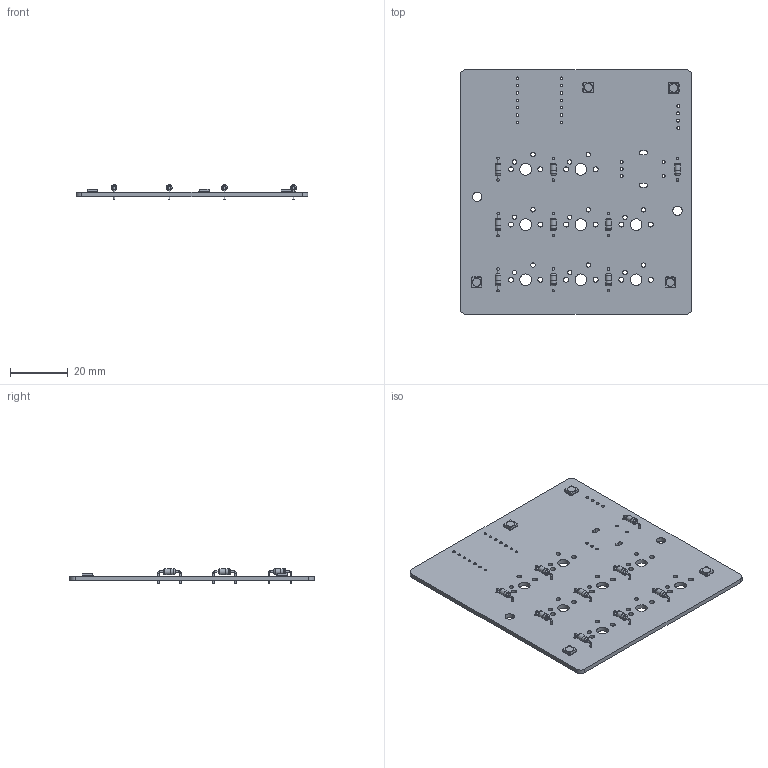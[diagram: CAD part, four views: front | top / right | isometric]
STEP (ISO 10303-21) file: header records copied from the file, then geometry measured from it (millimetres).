
FILE_DESCRIPTION(('KiCad electronic assembly'),'2;1');
FILE_NAME('sunnypcb.step','2025-12-24T06:36:23',('Pcbnew'),('Kicad'), 'Open CASCADE STEP processor 7.9','KiCad to STEP converter','Unknown' );
FILE_SCHEMA(('AUTOMOTIVE_DESIGN { 1 0 10303 214 1 1 1 1 }'));
Length unit declared in the file: millimetre
Products named in the file (4): sunnypcb 1; D_DO-35_SOD27_P7.62mm_Horizontal; SMD3535 RGB; sunnypcb_PCB
Assembly tree (14 placements, depth 2):
  sunnypcb 1
    D_DO-35_SOD27_P7.62mm_Horizontal  x9
    SMD3535 RGB  x4
    sunnypcb_PCB
Bounding box: 79.95 x 84.38 x 5.01 mm (x, y, z)
Volume: 9979 mm3; surface area: 14956.4 mm2
Topology: 151 solids, 151 shells, 2697 faces, 5913 edges, 3496 vertices
Faces by surface type: cylinder 1029, plane 924, torus 464, sphere 240, bspline 28, cone 12
Full cylindrical faces by diameter (mm): 0.025 x100, 0.5 x27, 0.8 x18, 0.889 x14, 1 x9, 1.5 x16, 1.7 x16, 2 x18, 2.02 x9, 3.2 x2, 4 x8
Entity records: 23230 total; most frequent: DIRECTION 4225, CARTESIAN_POINT 4138, ORIENTED_EDGE 3624, EDGE_CURVE 1812, AXIS2_PLACEMENT_3D 1699, VERTEX_POINT 1101, FACE_BOUND 959, EDGE_LOOP 959
